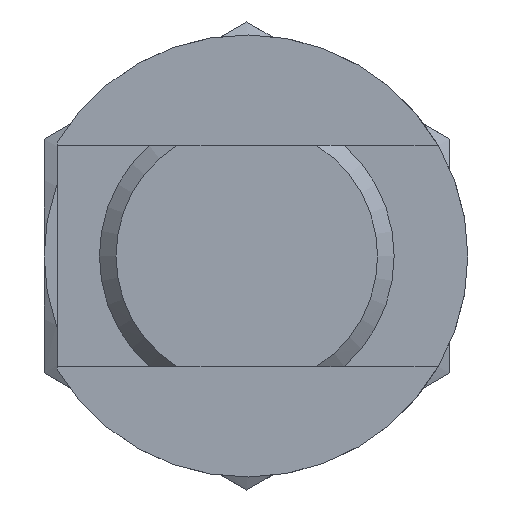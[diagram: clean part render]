
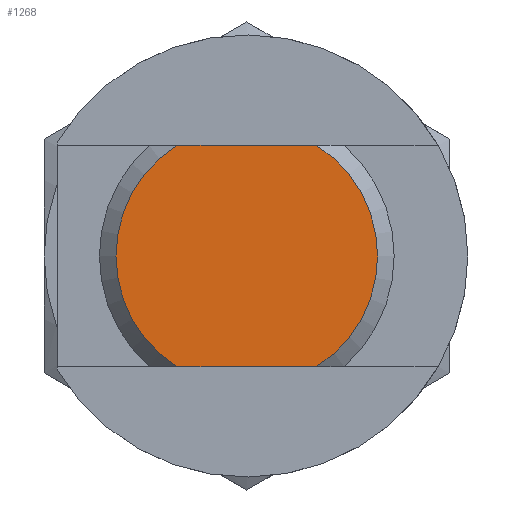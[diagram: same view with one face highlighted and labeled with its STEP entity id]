
A CAD part, front view. The second image highlights one B-rep face of the part: STEP entity #1268.
In plain terms, the highlighted planar face has unit normal (0, -1, 0).
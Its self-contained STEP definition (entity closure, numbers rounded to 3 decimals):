
#168=LINE('',#2240,#216);
#169=LINE('',#2244,#217);
#216=VECTOR('',#1756,1000.);
#217=VECTOR('',#1759,1000.);
#470=ORIENTED_EDGE('',*,*,#696,.F.);
#471=ORIENTED_EDGE('',*,*,#697,.T.);
#472=ORIENTED_EDGE('',*,*,#698,.F.);
#473=ORIENTED_EDGE('',*,*,#699,.T.);
#696=EDGE_CURVE('',#823,#824,#904,.T.);
#697=EDGE_CURVE('',#823,#825,#168,.T.);
#698=EDGE_CURVE('',#826,#825,#905,.T.);
#699=EDGE_CURVE('',#826,#824,#169,.T.);
#823=VERTEX_POINT('',#2238);
#824=VERTEX_POINT('',#2239);
#825=VERTEX_POINT('',#2241);
#826=VERTEX_POINT('',#2243);
#904=CIRCLE('',#1456,7.1);
#905=CIRCLE('',#1457,7.1);
#1003=EDGE_LOOP('',(#470,#471,#472,#473));
#1123=FACE_BOUND('',#1003,.T.);
#1194=PLANE('',#1455);
#1268=ADVANCED_FACE('',(#1123),#1194,.T.);
#1455=AXIS2_PLACEMENT_3D('',#2236,#1752,#1753);
#1456=AXIS2_PLACEMENT_3D('',#2237,#1754,#1755);
#1457=AXIS2_PLACEMENT_3D('',#2242,#1757,#1758);
#1752=DIRECTION('',(0.,-1.,0.));
#1753=DIRECTION('',(0.,0.,-1.));
#1754=DIRECTION('',(0.,1.,0.));
#1755=DIRECTION('',(-1.,0.,0.));
#1756=DIRECTION('',(1.,0.,0.));
#1757=DIRECTION('',(0.,1.,0.));
#1758=DIRECTION('',(1.,0.,0.));
#1759=DIRECTION('',(-1.,0.,0.));
#2236=CARTESIAN_POINT('',(-4.,0.,0.));
#2237=CARTESIAN_POINT('',(0.,0.,0.));
#2238=CARTESIAN_POINT('',(-3.796,0.,-6.));
#2239=CARTESIAN_POINT('',(-3.796,0.,6.));
#2240=CARTESIAN_POINT('',(-3.796,0.,-6.));
#2241=CARTESIAN_POINT('',(3.796,0.,-6.));
#2242=CARTESIAN_POINT('',(0.,0.,0.));
#2243=CARTESIAN_POINT('',(3.796,0.,6.));
#2244=CARTESIAN_POINT('',(3.796,0.,6.));
